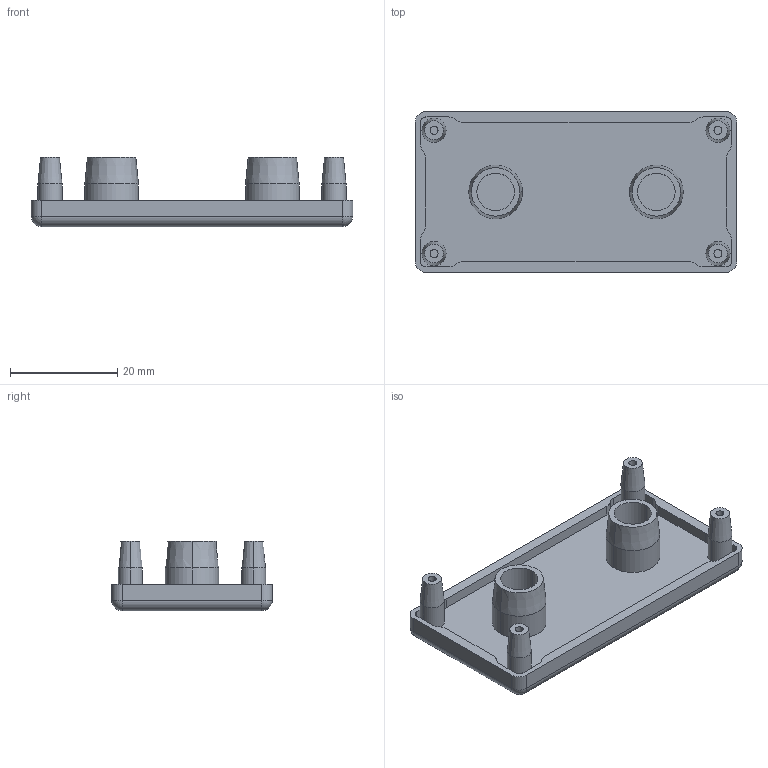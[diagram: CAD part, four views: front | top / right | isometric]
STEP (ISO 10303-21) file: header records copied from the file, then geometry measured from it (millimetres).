
FILE_DESCRIPTION (( 'STEP AP214' ), '1' );
FILE_NAME ('5.03.SP60.STEP', '2025-06-14T18:58:50', ( '' ), ( '' ), 'SwSTEP 2.0', 'SolidWorks 2023', '' );
FILE_SCHEMA (( 'AUTOMOTIVE_DESIGN' ));
Length unit declared in the file: millimetre
Products named in the file (1): 5.03.SP60
Bounding box: 60 x 30 x 13 mm (x, y, z)
Volume: 7057.6 mm3; surface area: 6393.3 mm2
Topology: 1 solids, 1 shells, 99 faces, 232 edges, 144 vertices
Faces by surface type: cylinder 52, plane 31, cone 12, sphere 4
Entity records: 2849 total; most frequent: DIRECTION 544, CARTESIAN_POINT 472, ORIENTED_EDGE 456, EDGE_CURVE 228, AXIS2_PLACEMENT_3D 216, VERTEX_POINT 144, CIRCLE 116, LINE 112
